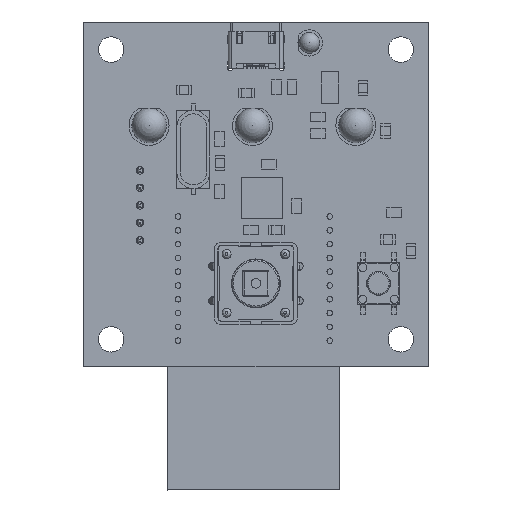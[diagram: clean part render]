
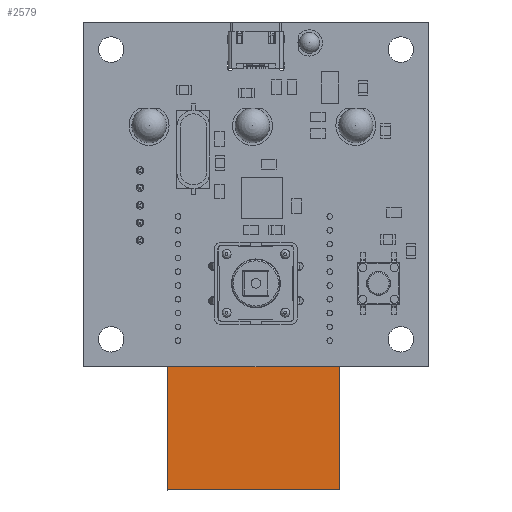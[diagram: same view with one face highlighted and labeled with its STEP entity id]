
A CAD part, top view. The second image highlights one B-rep face of the part: STEP entity #2579.
In plain terms, the highlighted planar face has unit normal (0, 0, 1).
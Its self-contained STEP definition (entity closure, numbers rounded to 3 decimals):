
#2579 = ADVANCED_FACE('',(#2580),#2646,.F.);
#2580 = FACE_BOUND('',#2581,.T.);
#2581 = EDGE_LOOP('',(#2582,#2592,#2600,#2608,#2616,#2624,#2632,#2640));
#2582 = ORIENTED_EDGE('',*,*,#2583,.F.);
#2583 = EDGE_CURVE('',#2584,#2586,#2588,.T.);
#2584 = VERTEX_POINT('',#2585);
#2585 = CARTESIAN_POINT('',(20.17,0.349,2.));
#2586 = VERTEX_POINT('',#2587);
#2587 = CARTESIAN_POINT('',(20.17,1.349,2.));
#2588 = LINE('',#2589,#2590);
#2589 = CARTESIAN_POINT('',(20.17,0.349,2.));
#2590 = VECTOR('',#2591,1.);
#2591 = DIRECTION('',(0.,1.,0.));
#2592 = ORIENTED_EDGE('',*,*,#2593,.T.);
#2593 = EDGE_CURVE('',#2584,#2594,#2596,.T.);
#2594 = VERTEX_POINT('',#2595);
#2595 = CARTESIAN_POINT('',(41.17,0.349,2.));
#2596 = LINE('',#2597,#2598);
#2597 = CARTESIAN_POINT('',(0.17,0.349,2.));
#2598 = VECTOR('',#2599,1.);
#2599 = DIRECTION('',(1.,0.,0.));
#2600 = ORIENTED_EDGE('',*,*,#2601,.F.);
#2601 = EDGE_CURVE('',#2602,#2594,#2604,.T.);
#2602 = VERTEX_POINT('',#2603);
#2603 = CARTESIAN_POINT('',(41.17,25.349,2.));
#2604 = LINE('',#2605,#2606);
#2605 = CARTESIAN_POINT('',(41.17,25.349,2.));
#2606 = VECTOR('',#2607,1.);
#2607 = DIRECTION('',(0.,-1.,0.));
#2608 = ORIENTED_EDGE('',*,*,#2609,.F.);
#2609 = EDGE_CURVE('',#2610,#2602,#2612,.T.);
#2610 = VERTEX_POINT('',#2611);
#2611 = CARTESIAN_POINT('',(20.17,25.349,2.));
#2612 = LINE('',#2613,#2614);
#2613 = CARTESIAN_POINT('',(0.17,25.349,2.));
#2614 = VECTOR('',#2615,1.);
#2615 = DIRECTION('',(1.,0.,0.));
#2616 = ORIENTED_EDGE('',*,*,#2617,.F.);
#2617 = EDGE_CURVE('',#2618,#2610,#2620,.T.);
#2618 = VERTEX_POINT('',#2619);
#2619 = CARTESIAN_POINT('',(20.17,24.349,2.));
#2620 = LINE('',#2621,#2622);
#2621 = CARTESIAN_POINT('',(20.17,25.349,2.));
#2622 = VECTOR('',#2623,1.);
#2623 = DIRECTION('',(0.,1.,0.));
#2624 = ORIENTED_EDGE('',*,*,#2625,.F.);
#2625 = EDGE_CURVE('',#2626,#2618,#2628,.T.);
#2626 = VERTEX_POINT('',#2627);
#2627 = CARTESIAN_POINT('',(0.17,24.349,2.));
#2628 = LINE('',#2629,#2630);
#2629 = CARTESIAN_POINT('',(0.17,24.349,2.));
#2630 = VECTOR('',#2631,1.);
#2631 = DIRECTION('',(1.,0.,0.));
#2632 = ORIENTED_EDGE('',*,*,#2633,.T.);
#2633 = EDGE_CURVE('',#2626,#2634,#2636,.T.);
#2634 = VERTEX_POINT('',#2635);
#2635 = CARTESIAN_POINT('',(0.17,1.349,2.));
#2636 = LINE('',#2637,#2638);
#2637 = CARTESIAN_POINT('',(0.17,25.349,2.));
#2638 = VECTOR('',#2639,1.);
#2639 = DIRECTION('',(0.,-1.,0.));
#2640 = ORIENTED_EDGE('',*,*,#2641,.F.);
#2641 = EDGE_CURVE('',#2586,#2634,#2642,.T.);
#2642 = LINE('',#2643,#2644);
#2643 = CARTESIAN_POINT('',(0.17,1.349,2.));
#2644 = VECTOR('',#2645,1.);
#2645 = DIRECTION('',(-1.,0.,0.));
#2646 = PLANE('',#2647);
#2647 = AXIS2_PLACEMENT_3D('',#2648,#2649,#2650);
#2648 = CARTESIAN_POINT('',(0.,0.,2.));
#2649 = DIRECTION('',(0.,0.,-1.));
#2650 = DIRECTION('',(-1.,0.,0.));
